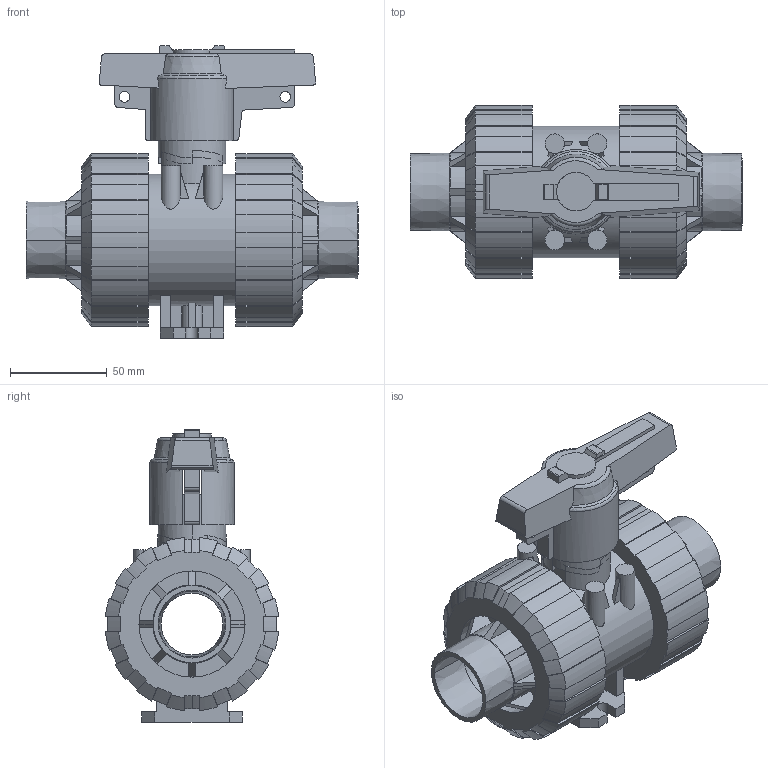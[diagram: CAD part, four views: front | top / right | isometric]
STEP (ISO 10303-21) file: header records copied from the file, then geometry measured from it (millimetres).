
FILE_DESCRIPTION(('STEP AP214'),'1');
FILE_NAME('cctmp_1BB665D4-7E89-45E5-90A8-F429CACC2E31_2021_10_21_12_52_10_0774..stp','2021-10-21T10:52:11',('Praher Valves GmbH'),('CADClick - www.CADClick.com'),'Spatial InterOp 3D',' ','unknown authorization');
FILE_SCHEMA(('AUTOMOTIVE_DESIGN'));
Length unit declared in the file: millimetre
Products named in the file (7): cc_unnamed; 124109_5; 124109_4; 124109_3; 124109_2; 124109_1; 124109
Assembly tree (6 placements, depth 2):
  cc_unnamed
    124109_5
    124109_4
    124109_3
    124109_2
    124109_1
    124109
Bounding box: 172 x 89.64 x 151.77 mm (x, y, z)
Volume: 622490.2 mm3; surface area: 148739.4 mm2
Topology: 6 solids, 6 shells, 540 faces, 1544 edges, 1022 vertices
Faces by surface type: plane 254, cylinder 142, cone 128, torus 8, bspline 8
Entity records: 23245 total; most frequent: CARTESIAN_POINT 4844, ORIENTED_EDGE 3088, DIRECTION 2846, EDGE_CURVE 1544, AXIS2_PLACEMENT_3D 1053, VERTEX_POINT 1022, LINE 740, VECTOR 740
